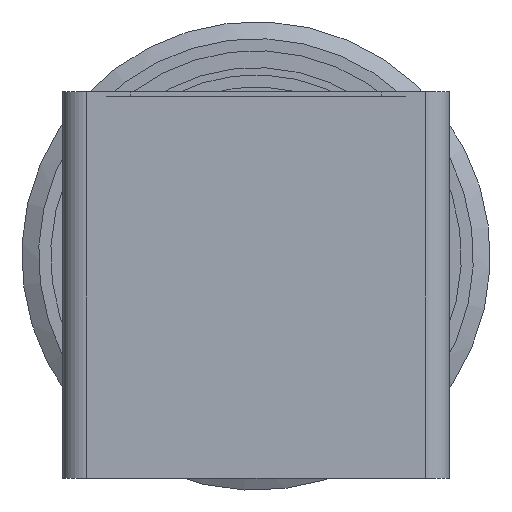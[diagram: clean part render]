
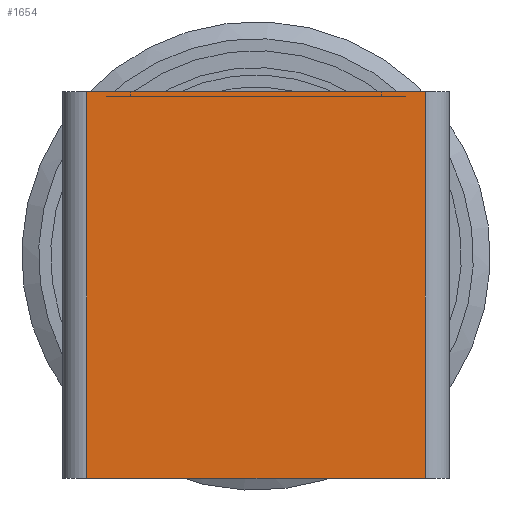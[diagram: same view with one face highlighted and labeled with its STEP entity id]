
A CAD part, left-side view. The second image highlights one B-rep face of the part: STEP entity #1654.
In plain terms, the highlighted planar face has unit normal (-1, 0, 0).
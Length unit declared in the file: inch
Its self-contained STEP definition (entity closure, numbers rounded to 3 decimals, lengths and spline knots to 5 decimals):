
#162 = ORIENTED_EDGE ( 'NONE', *, *, #4364, .F. ) ;
#364 = CARTESIAN_POINT ( 'NONE',  ( 0., -0.1378, -0.15748 ) ) ;
#443 = CARTESIAN_POINT ( 'NONE',  ( 0., 0.1378, 0.15748 ) ) ;
#741 = VERTEX_POINT ( 'NONE', #2003 ) ;
#795 = LINE ( 'NONE', #443, #3305 ) ;
#858 = CARTESIAN_POINT ( 'NONE',  ( 0., 0.1378, 0.15748 ) ) ;
#1020 = CARTESIAN_POINT ( 'NONE',  ( 0., -0.1378, -0.15748 ) ) ;
#1597 = VECTOR ( 'NONE', #2871, 39.37008 ) ;
#1624 = CARTESIAN_POINT ( 'NONE',  ( 0., 0.1378, 0.15748 ) ) ;
#1654 = ADVANCED_FACE ( 'NONE', ( #3265 ), #3978, .F. ) ;
#1676 = ORIENTED_EDGE ( 'NONE', *, *, #1913, .F. ) ;
#1707 = EDGE_LOOP ( 'NONE', ( #4015, #162, #1676, #2675 ) ) ;
#1870 = CARTESIAN_POINT ( 'NONE',  ( 0., 0.1378, 0.15748 ) ) ;
#1913 = EDGE_CURVE ( 'NONE', #2290, #2044, #3865, .T. ) ;
#2003 = CARTESIAN_POINT ( 'NONE',  ( 0., -0.1378, 0.15748 ) ) ;
#2044 = VERTEX_POINT ( 'NONE', #858 ) ;
#2290 = VERTEX_POINT ( 'NONE', #2929 ) ;
#2305 = DIRECTION ( 'NONE',  ( 0., 0., -1. ) ) ;
#2354 = EDGE_CURVE ( 'NONE', #2290, #3526, #3709, .T. ) ;
#2559 = AXIS2_PLACEMENT_3D ( 'NONE', #1870, #4293, #2305 ) ;
#2675 = ORIENTED_EDGE ( 'NONE', *, *, #2354, .T. ) ;
#2727 = DIRECTION ( 'NONE',  ( 0., -1., 0. ) ) ;
#2871 = DIRECTION ( 'NONE',  ( 0., 0., 1. ) ) ;
#2876 = CARTESIAN_POINT ( 'NONE',  ( 0., -0.1378, 0.15748 ) ) ;
#2929 = CARTESIAN_POINT ( 'NONE',  ( 0., 0.1378, -0.15748 ) ) ;
#2990 = VECTOR ( 'NONE', #4043, 39.37008 ) ;
#3252 = LINE ( 'NONE', #2876, #4073 ) ;
#3265 = FACE_OUTER_BOUND ( 'NONE', #1707, .T. ) ;
#3305 = VECTOR ( 'NONE', #2727, 39.37008 ) ;
#3522 = DIRECTION ( 'NONE',  ( 0., 0., -1. ) ) ;
#3526 = VERTEX_POINT ( 'NONE', #1020 ) ;
#3709 = LINE ( 'NONE', #364, #2990 ) ;
#3865 = LINE ( 'NONE', #1624, #1597 ) ;
#3978 = PLANE ( 'NONE',  #2559 ) ;
#4015 = ORIENTED_EDGE ( 'NONE', *, *, #4091, .F. ) ;
#4043 = DIRECTION ( 'NONE',  ( 0., -1., 0. ) ) ;
#4073 = VECTOR ( 'NONE', #3522, 39.37008 ) ;
#4091 = EDGE_CURVE ( 'NONE', #741, #3526, #3252, .T. ) ;
#4293 = DIRECTION ( 'NONE',  ( 1., 0., 0. ) ) ;
#4364 = EDGE_CURVE ( 'NONE', #2044, #741, #795, .T. ) ;
